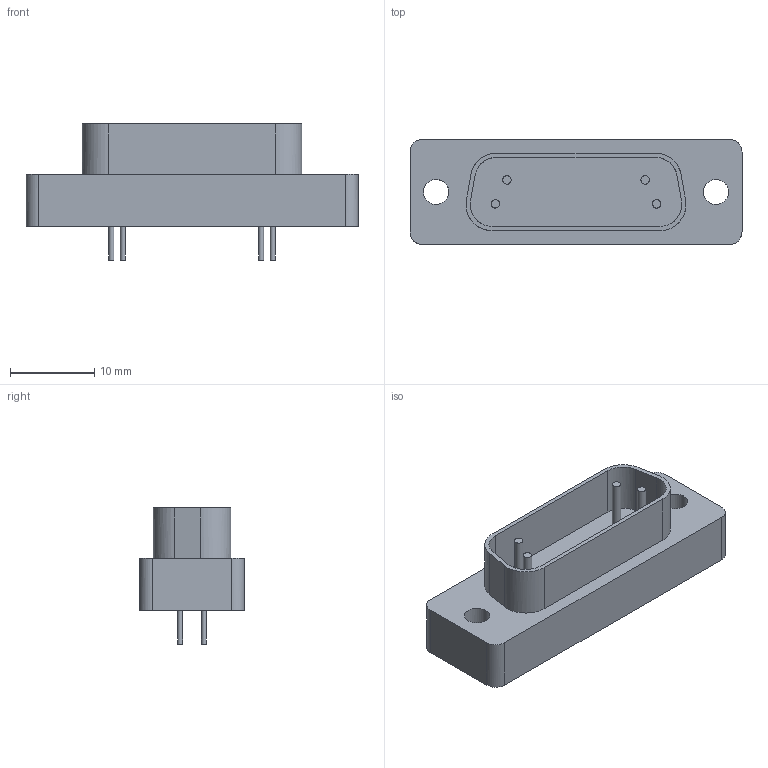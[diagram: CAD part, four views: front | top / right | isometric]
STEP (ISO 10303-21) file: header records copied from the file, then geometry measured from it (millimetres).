
FILE_DESCRIPTION((''),'2;1');
FILE_NAME('0965_Dsub-S_male_straight_15-pins.stp', '2005-08-12T17:33:31',('User'),('SDRC'),'I-DEAS Master Series 9','UNIX', 'Yes');
FILE_SCHEMA(('AUTOMOTIVE_DESIGN { 1 0 10303 214 1 1 1 1 }'));
Length unit declared in the file: millimetre
Products named in the file (1): 09 65 221 x70x
Bounding box: 39.5 x 12.5 x 16.2 mm (x, y, z)
Volume: 3173.7 mm3; surface area: 2562.4 mm2
Topology: 1 solids, 1 shells, 46 faces, 102 edges, 68 vertices
Faces by surface type: bspline 46
Entity records: 1429 total; most frequent: CARTESIAN_POINT 721, ORIENTED_EDGE 204, EDGE_CURVE 102, VERTEX_POINT 68, EDGE_LOOP 60, FACE_OUTER_BOUND 46, ADVANCED_FACE 46, B_SPLINE_CURVE_WITH_KNOTS 38
